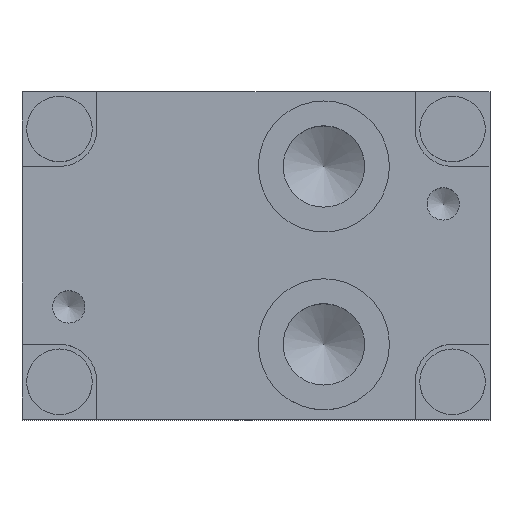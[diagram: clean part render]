
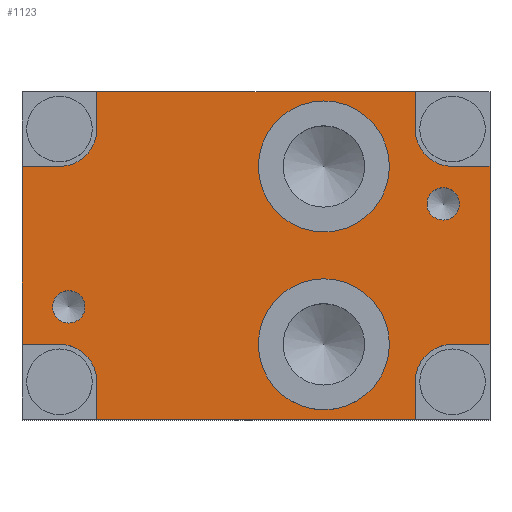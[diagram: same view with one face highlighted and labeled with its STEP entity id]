
A CAD part, top view. The second image highlights one B-rep face of the part: STEP entity #1123.
In plain terms, the highlighted planar face has unit normal (0, 0, 1).
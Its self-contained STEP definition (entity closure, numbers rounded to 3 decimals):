
#493=CARTESIAN_POINT('',(-17.0,17.5,77.0));
#494=VERTEX_POINT('',#493);
#501=CARTESIAN_POINT('',(17.0,17.5,77.0));
#502=VERTEX_POINT('',#501);
#503=CARTESIAN_POINT('',(-17.0,17.5,77.0));
#504=DIRECTION('',(1.0,0.0,0.0));
#505=VECTOR('',#504,34.0);
#506=LINE('',#503,#505);
#507=EDGE_CURVE('',#494,#502,#506,.T.);
#598=CARTESIAN_POINT('',(-25.0,-9.5,77.0));
#599=VERTEX_POINT('',#598);
#606=CARTESIAN_POINT('',(-25.0,9.5,77.0));
#607=VERTEX_POINT('',#606);
#608=CARTESIAN_POINT('',(-25.0,-9.5,77.0));
#609=DIRECTION('',(0.0,1.0,0.0));
#610=VECTOR('',#609,19.0);
#611=LINE('',#608,#610);
#612=EDGE_CURVE('',#599,#607,#611,.T.);
#689=CARTESIAN_POINT('',(17.0,-17.5,77.0));
#690=VERTEX_POINT('',#689);
#697=CARTESIAN_POINT('',(-17.0,-17.5,77.0));
#698=VERTEX_POINT('',#697);
#699=CARTESIAN_POINT('',(17.0,-17.5,77.0));
#700=DIRECTION('',(-1.0,0.0,0.0));
#701=VECTOR('',#700,34.0);
#702=LINE('',#699,#701);
#703=EDGE_CURVE('',#690,#698,#702,.T.);
#749=CARTESIAN_POINT('',(25.0,9.5,77.0));
#750=VERTEX_POINT('',#749);
#757=CARTESIAN_POINT('',(25.0,-9.5,77.0));
#758=VERTEX_POINT('',#757);
#759=CARTESIAN_POINT('',(25.0,9.5,77.0));
#760=DIRECTION('',(0.0,-1.0,0.0));
#761=VECTOR('',#760,19.0);
#762=LINE('',#759,#761);
#763=EDGE_CURVE('',#750,#758,#762,.T.);
#908=CARTESIAN_POINT('',(21.0,-9.5,77.0));
#909=VERTEX_POINT('',#908);
#910=CARTESIAN_POINT('',(21.0,-9.5,77.0));
#911=DIRECTION('',(1.0,0.0,0.0));
#912=VECTOR('',#911,4.0);
#913=LINE('',#910,#912);
#914=EDGE_CURVE('',#909,#758,#913,.T.);
#940=CARTESIAN_POINT('',(17.0,-13.5,77.0));
#941=VERTEX_POINT('',#940);
#942=CARTESIAN_POINT('',(21.0,-13.5,77.0));
#943=DIRECTION('',(0.0,0.0,-1.0));
#944=DIRECTION('',(0.0,1.0,0.0));
#945=AXIS2_PLACEMENT_3D('',#942,#943,#944);
#946=CIRCLE('',#945,4.0);
#947=EDGE_CURVE('',#941,#909,#946,.T.);
#970=CARTESIAN_POINT('',(17.0,-17.5,77.0));
#971=DIRECTION('',(0.0,1.0,0.0));
#972=VECTOR('',#971,4.0);
#973=LINE('',#970,#972);
#974=EDGE_CURVE('',#690,#941,#973,.T.);
#996=CARTESIAN_POINT('',(0.,0.,77.0));
#997=DIRECTION('',(0.0,0.0,1.0));
#998=DIRECTION('',(1.0,0.0,0.0));
#999=AXIS2_PLACEMENT_3D('',#996,#997,#998);
#1000=PLANE('',#999);
#1001=ORIENTED_EDGE('',*,*,#974,.T.);
#1002=ORIENTED_EDGE('',*,*,#947,.T.);
#1003=ORIENTED_EDGE('',*,*,#914,.T.);
#1004=ORIENTED_EDGE('',*,*,#763,.F.);
#1005=CARTESIAN_POINT('',(21.0,9.5,77.0));
#1006=VERTEX_POINT('',#1005);
#1007=CARTESIAN_POINT('',(25.0,9.5,77.0));
#1008=DIRECTION('',(-1.0,0.0,0.0));
#1009=VECTOR('',#1008,4.0);
#1010=LINE('',#1007,#1009);
#1011=EDGE_CURVE('',#750,#1006,#1010,.T.);
#1012=ORIENTED_EDGE('',*,*,#1011,.T.);
#1013=CARTESIAN_POINT('',(17.0,13.5,77.0));
#1014=VERTEX_POINT('',#1013);
#1015=CARTESIAN_POINT('',(21.0,13.5,77.0));
#1016=DIRECTION('',(0.0,0.0,-1.0));
#1017=DIRECTION('',(0.0,-1.0,0.0));
#1018=AXIS2_PLACEMENT_3D('',#1015,#1016,#1017);
#1019=CIRCLE('',#1018,4.0);
#1020=EDGE_CURVE('',#1006,#1014,#1019,.T.);
#1021=ORIENTED_EDGE('',*,*,#1020,.T.);
#1022=CARTESIAN_POINT('',(17.0,13.5,77.0));
#1023=DIRECTION('',(0.0,1.0,0.0));
#1024=VECTOR('',#1023,4.0);
#1025=LINE('',#1022,#1024);
#1026=EDGE_CURVE('',#1014,#502,#1025,.T.);
#1027=ORIENTED_EDGE('',*,*,#1026,.T.);
#1028=ORIENTED_EDGE('',*,*,#507,.F.);
#1029=CARTESIAN_POINT('',(-17.0,13.5,77.0));
#1030=VERTEX_POINT('',#1029);
#1031=CARTESIAN_POINT('',(-17.0,17.5,77.0));
#1032=DIRECTION('',(0.0,-1.0,0.0));
#1033=VECTOR('',#1032,4.0);
#1034=LINE('',#1031,#1033);
#1035=EDGE_CURVE('',#494,#1030,#1034,.T.);
#1036=ORIENTED_EDGE('',*,*,#1035,.T.);
#1037=CARTESIAN_POINT('',(-21.0,9.5,77.0));
#1038=VERTEX_POINT('',#1037);
#1039=CARTESIAN_POINT('',(-21.0,13.5,77.0));
#1040=DIRECTION('',(0.0,0.0,-1.0));
#1041=DIRECTION('',(0.0,-1.0,0.0));
#1042=AXIS2_PLACEMENT_3D('',#1039,#1040,#1041);
#1043=CIRCLE('',#1042,4.0);
#1044=EDGE_CURVE('',#1030,#1038,#1043,.T.);
#1045=ORIENTED_EDGE('',*,*,#1044,.T.);
#1046=CARTESIAN_POINT('',(-21.0,9.5,77.0));
#1047=DIRECTION('',(-1.0,0.0,0.0));
#1048=VECTOR('',#1047,4.0);
#1049=LINE('',#1046,#1048);
#1050=EDGE_CURVE('',#1038,#607,#1049,.T.);
#1051=ORIENTED_EDGE('',*,*,#1050,.T.);
#1052=ORIENTED_EDGE('',*,*,#612,.F.);
#1053=CARTESIAN_POINT('',(-21.0,-9.5,77.0));
#1054=VERTEX_POINT('',#1053);
#1055=CARTESIAN_POINT('',(-25.0,-9.5,77.0));
#1056=DIRECTION('',(1.0,0.0,0.0));
#1057=VECTOR('',#1056,4.0);
#1058=LINE('',#1055,#1057);
#1059=EDGE_CURVE('',#599,#1054,#1058,.T.);
#1060=ORIENTED_EDGE('',*,*,#1059,.T.);
#1061=CARTESIAN_POINT('',(-17.0,-13.5,77.0));
#1062=VERTEX_POINT('',#1061);
#1063=CARTESIAN_POINT('',(-21.0,-13.5,77.0));
#1064=DIRECTION('',(0.0,0.0,-1.0));
#1065=DIRECTION('',(0.0,1.0,0.0));
#1066=AXIS2_PLACEMENT_3D('',#1063,#1064,#1065);
#1067=CIRCLE('',#1066,4.0);
#1068=EDGE_CURVE('',#1054,#1062,#1067,.T.);
#1069=ORIENTED_EDGE('',*,*,#1068,.T.);
#1070=CARTESIAN_POINT('',(-17.0,-13.5,77.0));
#1071=DIRECTION('',(0.0,-1.0,0.0));
#1072=VECTOR('',#1071,4.0);
#1073=LINE('',#1070,#1072);
#1074=EDGE_CURVE('',#1062,#698,#1073,.T.);
#1075=ORIENTED_EDGE('',*,*,#1074,.T.);
#1076=ORIENTED_EDGE('',*,*,#703,.F.);
#1077=EDGE_LOOP('',(#1001,#1002,#1003,#1004,#1012,#1021,#1027,#1028,#1036,#1045,#1051,#1052,#1060,#1069,#1075,#1076));
#1078=FACE_OUTER_BOUND('',#1077,.T.);
#1079=CARTESIAN_POINT('',(21.73,5.5,77.0));
#1080=VERTEX_POINT('',#1079);
#1081=CARTESIAN_POINT('',(20.0,5.5,77.0));
#1082=DIRECTION('',(0.0,0.0,-1.0));
#1083=DIRECTION('',(1.0,0.0,0.0));
#1084=AXIS2_PLACEMENT_3D('',#1081,#1082,#1083);
#1085=CIRCLE('',#1084,1.73);
#1086=EDGE_CURVE('',#1080,#1080,#1085,.T.);
#1087=ORIENTED_EDGE('',*,*,#1086,.T.);
#1088=EDGE_LOOP('',(#1087));
#1089=FACE_BOUND('',#1088,.T.);
#1090=CARTESIAN_POINT('',(-18.271,-5.5,77.0));
#1091=VERTEX_POINT('',#1090);
#1092=CARTESIAN_POINT('',(-20.0,-5.5,77.0));
#1093=DIRECTION('',(0.0,0.0,-1.0));
#1094=DIRECTION('',(1.0,0.0,0.0));
#1095=AXIS2_PLACEMENT_3D('',#1092,#1093,#1094);
#1096=CIRCLE('',#1095,1.73);
#1097=EDGE_CURVE('',#1091,#1091,#1096,.T.);
#1098=ORIENTED_EDGE('',*,*,#1097,.T.);
#1099=EDGE_LOOP('',(#1098));
#1100=FACE_BOUND('',#1099,.T.);
#1101=CARTESIAN_POINT('',(7.25,2.5,77.0));
#1102=VERTEX_POINT('',#1101);
#1103=CARTESIAN_POINT('',(7.25,9.5,77.0));
#1104=DIRECTION('',(0.0,0.0,-1.0));
#1105=DIRECTION('',(0.0,-1.0,0.0));
#1106=AXIS2_PLACEMENT_3D('',#1103,#1104,#1105);
#1107=CIRCLE('',#1106,7.);
#1108=EDGE_CURVE('',#1102,#1102,#1107,.T.);
#1109=ORIENTED_EDGE('',*,*,#1108,.T.);
#1110=EDGE_LOOP('',(#1109));
#1111=FACE_BOUND('',#1110,.T.);
#1112=CARTESIAN_POINT('',(7.25,-2.5,77.0));
#1113=VERTEX_POINT('',#1112);
#1114=CARTESIAN_POINT('',(7.25,-9.5,77.0));
#1115=DIRECTION('',(0.0,0.0,-1.0));
#1116=DIRECTION('',(0.0,1.0,0.0));
#1117=AXIS2_PLACEMENT_3D('',#1114,#1115,#1116);
#1118=CIRCLE('',#1117,7.);
#1119=EDGE_CURVE('',#1113,#1113,#1118,.T.);
#1120=ORIENTED_EDGE('',*,*,#1119,.T.);
#1121=EDGE_LOOP('',(#1120));
#1122=FACE_BOUND('',#1121,.T.);
#1123=ADVANCED_FACE('',(#1078,#1089,#1100,#1111,#1122),#1000,.T.);
